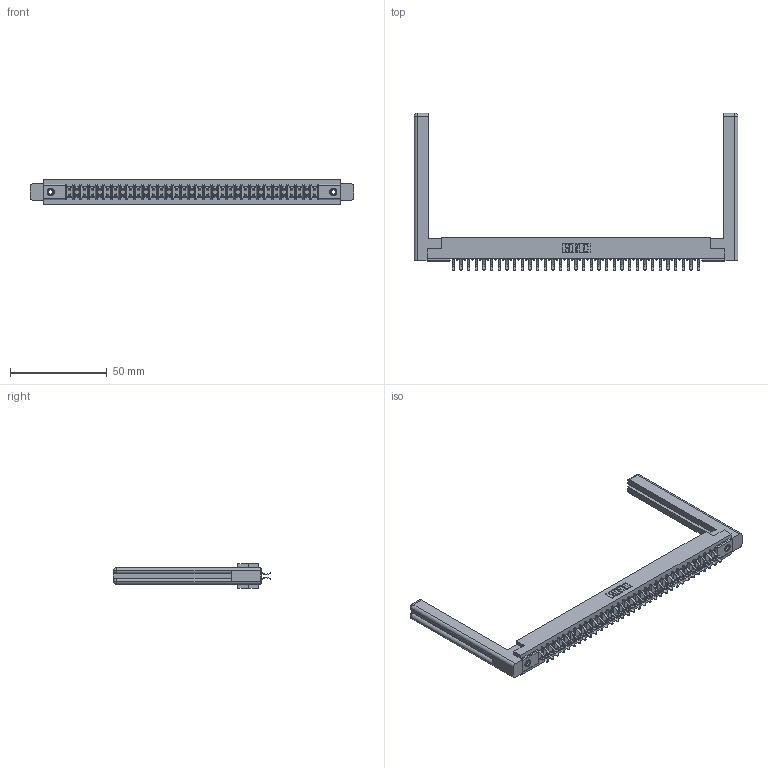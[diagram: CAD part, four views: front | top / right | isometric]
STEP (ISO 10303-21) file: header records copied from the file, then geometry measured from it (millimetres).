
FILE_DESCRIPTION (( 'STEP AP203' ), '1' );
FILE_NAME ('307-066-456-258.STEP', '2020-09-30T20:01:47', ( '' ), ( '' ), 'SwSTEP 2.0', 'SolidWorks 2020', '' );
FILE_SCHEMA (( 'CONFIG_CONTROL_DESIGN' ));
Length unit declared in the file: inch
Products named in the file (5): 307-066-456-258; 345-250-001_345-250-001-102; 307-290-001_556; 307-220-058; 307 Part_.156 Dia Mounting Holes
Assembly tree (71 placements, depth 2):
  307-066-456-258
    307 Part_.156 Dia Mounting Holes
    307-290-001_556  x66
    307-220-058  x2
    345-250-001_345-250-001-102  x2
Bounding box: 167.39 x 81.28 x 12.7 mm (x, y, z)
Volume: 24853.2 mm3; surface area: 26224 mm2
Topology: 71 solids, 71 shells, 3594 faces, 10049 edges, 6506 vertices
Faces by surface type: plane 2332, cylinder 1170, sphere 68, torus 12, cone 12
Entity records: 33193 total; most frequent: CARTESIAN_POINT 5452, ORIENTED_EDGE 5344, DIRECTION 5302, EDGE_CURVE 2672, LINE 2042, VECTOR 2042, VERTEX_POINT 1726, AXIS2_PLACEMENT_3D 1630
